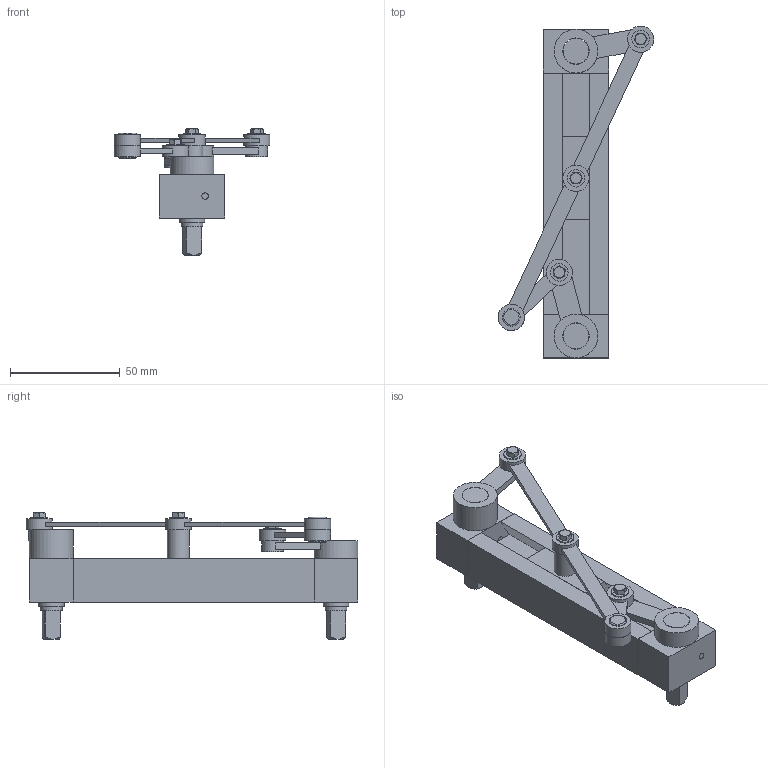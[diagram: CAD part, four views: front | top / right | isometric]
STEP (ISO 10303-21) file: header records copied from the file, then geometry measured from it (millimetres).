
FILE_DESCRIPTION(/* description */ (''),/* implementation_level */ '2;1');
FILE_NAME(/* name */ 'Assembly1.stp',/* time_stamp */ '2021-09-25T10:01:13+07:00',/* author */ ('admin'),/* organization */ (''),/* preprocessor_version */ 'ST-DEVELOPER v16.5',/* originating_system */ 'Autodesk Inventor 2017',/* authorisation */ '');
FILE_SCHEMA (('AUTOMOTIVE_DESIGN { 1 0 10303 214 3 1 1 }'));
Length unit declared in the file: millimetre
Products named in the file (11): Assembly1; Runway; Conrod; Bearing10; Crank; Crank_1; Conrod_1; Sketch; Conrod_2; Sketch_1; Bolt3W
Assembly tree (14 placements, depth 2):
  Assembly1
    Runway
    Conrod  x2
    Bearing10  x2
    Crank
    Crank_1
    Conrod_1
    Sketch
    Conrod_2
    Sketch_1
    Bolt3W  x3
Bounding box: 71 x 151.44 x 57.75 mm (x, y, z)
Volume: 93045.7 mm3; surface area: 40688.9 mm2
Topology: 16 solids, 16 shells, 189 faces, 408 edges, 264 vertices
Faces by surface type: plane 130, cylinder 41, cone 14, torus 4
Full cylindrical faces by diameter (mm): 3 x7, 6 x9, 8 x5, 10 x5, 11.8 x4, 12 x9, 20 x2
Entity records: 4138 total; most frequent: CARTESIAN_POINT 716, DIRECTION 702, ORIENTED_EDGE 522, AXIS2_PLACEMENT_3D 289, EDGE_CURVE 261, EDGE_LOOP 230, VERTEX_POINT 195, FACE_OUTER_BOUND 150
